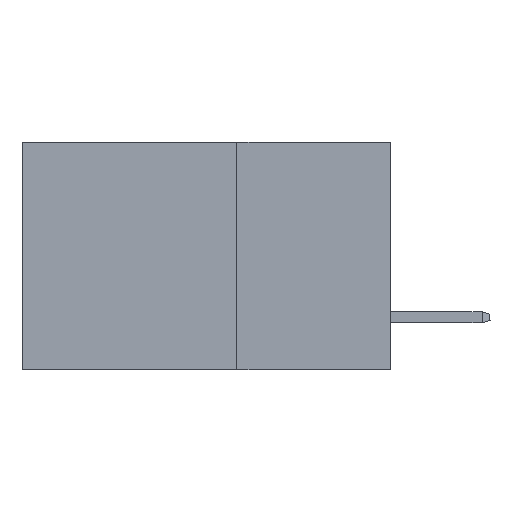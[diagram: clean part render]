
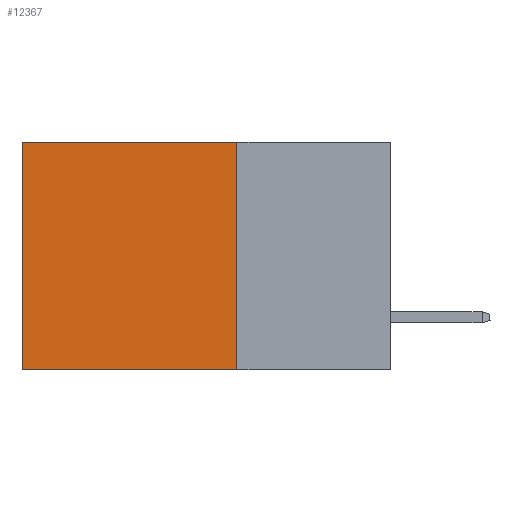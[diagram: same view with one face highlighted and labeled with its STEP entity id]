
A CAD part, left-side view. The second image highlights one B-rep face of the part: STEP entity #12367.
In plain terms, the highlighted planar face has unit normal (-1, 0, 0).
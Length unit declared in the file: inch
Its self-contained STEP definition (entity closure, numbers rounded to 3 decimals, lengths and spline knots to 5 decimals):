
#501 = LINE ( 'NONE', #7260, #25533 ) ;
#1830 = DIRECTION ( 'NONE',  ( 0., 0., -1. ) ) ;
#2696 = EDGE_CURVE ( 'NONE', #26552, #22828, #501, .T. ) ;
#6087 = LINE ( 'NONE', #37777, #34839 ) ;
#6527 = ORIENTED_EDGE ( 'NONE', *, *, #25615, .F. ) ;
#7260 = CARTESIAN_POINT ( 'NONE',  ( 0.2875, 0.6, 0. ) ) ;
#7873 = FACE_OUTER_BOUND ( 'NONE', #30530, .T. ) ;
#8516 = PLANE ( 'NONE',  #27027 ) ;
#11069 = DIRECTION ( 'NONE',  ( 0., 1., 0. ) ) ;
#11131 = CARTESIAN_POINT ( 'NONE',  ( 0.2875, 0.25, 0. ) ) ;
#11621 = DIRECTION ( 'NONE',  ( 1., 0., 0. ) ) ;
#12084 = CARTESIAN_POINT ( 'NONE',  ( 0.2875, 0.6, -0.37 ) ) ;
#12367 = ADVANCED_FACE ( 'NONE', ( #7873 ), #8516, .F. ) ;
#15221 = DIRECTION ( 'NONE',  ( 0., 1., 0. ) ) ;
#15721 = LINE ( 'NONE', #24304, #19836 ) ;
#18917 = VECTOR ( 'NONE', #1830, 39.37008 ) ;
#19296 = DIRECTION ( 'NONE',  ( 0., 0., -1. ) ) ;
#19836 = VECTOR ( 'NONE', #15221, 39.37008 ) ;
#22828 = VERTEX_POINT ( 'NONE', #12084 ) ;
#23379 = EDGE_CURVE ( 'NONE', #31549, #22828, #6087, .T. ) ;
#23688 = DIRECTION ( 'NONE',  ( 0., 0., -1. ) ) ;
#24304 = CARTESIAN_POINT ( 'NONE',  ( 0.2875, 0.25, 0. ) ) ;
#25533 = VECTOR ( 'NONE', #19296, 39.37008 ) ;
#25615 = EDGE_CURVE ( 'NONE', #34889, #31549, #34706, .T. ) ;
#25865 = CARTESIAN_POINT ( 'NONE',  ( 0.2875, 0.6, 0. ) ) ;
#26002 = CARTESIAN_POINT ( 'NONE',  ( 0.2875, 0.25, -0.37 ) ) ;
#26552 = VERTEX_POINT ( 'NONE', #25865 ) ;
#27027 = AXIS2_PLACEMENT_3D ( 'NONE', #29534, #11621, #23688 ) ;
#27128 = ORIENTED_EDGE ( 'NONE', *, *, #23379, .F. ) ;
#29534 = CARTESIAN_POINT ( 'NONE',  ( 0.2875, 0.25, 0. ) ) ;
#30530 = EDGE_LOOP ( 'NONE', ( #33067, #27128, #6527, #32008 ) ) ;
#31549 = VERTEX_POINT ( 'NONE', #26002 ) ;
#32008 = ORIENTED_EDGE ( 'NONE', *, *, #37162, .T. ) ;
#33067 = ORIENTED_EDGE ( 'NONE', *, *, #2696, .T. ) ;
#34706 = LINE ( 'NONE', #36978, #18917 ) ;
#34839 = VECTOR ( 'NONE', #11069, 39.37008 ) ;
#34889 = VERTEX_POINT ( 'NONE', #11131 ) ;
#36978 = CARTESIAN_POINT ( 'NONE',  ( 0.2875, 0.25, 0. ) ) ;
#37162 = EDGE_CURVE ( 'NONE', #34889, #26552, #15721, .T. ) ;
#37777 = CARTESIAN_POINT ( 'NONE',  ( 0.2875, 0.25, -0.37 ) ) ;
